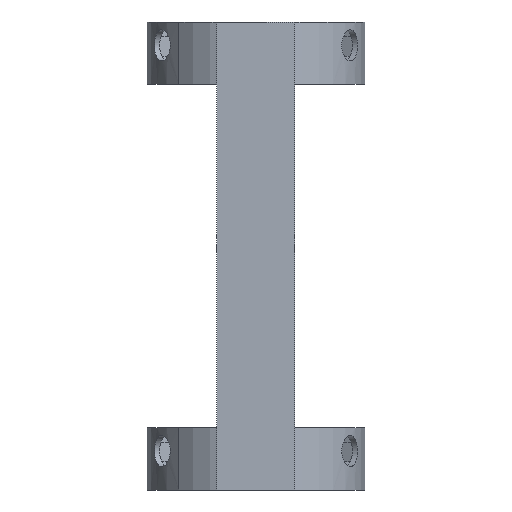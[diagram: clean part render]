
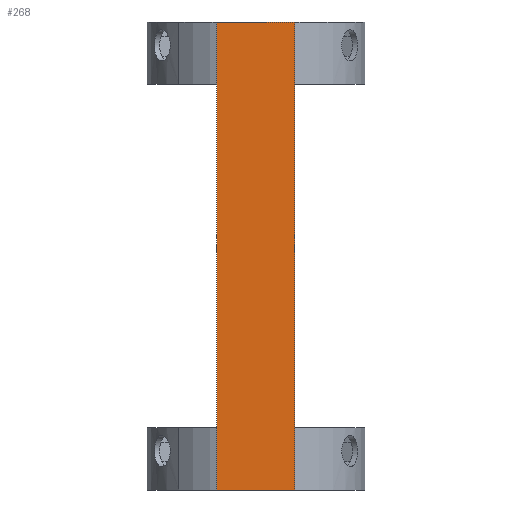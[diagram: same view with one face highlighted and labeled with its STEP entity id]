
A CAD part, front view. The second image highlights one B-rep face of the part: STEP entity #268.
In plain terms, the highlighted planar face has unit normal (0, -1, 0).
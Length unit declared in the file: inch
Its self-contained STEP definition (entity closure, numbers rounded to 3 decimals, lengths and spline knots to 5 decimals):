
#268=ADVANCED_FACE('',(#644),#645,.F.);
#644=FACE_OUTER_BOUND('',#1163,.T.);
#645=PLANE('',#1164);
#1163=EDGE_LOOP('',(#1839,#1840,#1841,#1842));
#1164=AXIS2_PLACEMENT_3D('',#1843,#1844,#1845);
#1839=ORIENTED_EDGE('',*,*,#3165,.T.);
#1840=ORIENTED_EDGE('',*,*,#3166,.F.);
#1841=ORIENTED_EDGE('',*,*,#3167,.F.);
#1842=ORIENTED_EDGE('',*,*,#3034,.F.);
#1843=CARTESIAN_POINT('',(0.0,-1.39764,2.95276));
#1844=DIRECTION('',(0.0,1.0,0.0));
#1845=DIRECTION('',(0.0,0.0,1.0));
#3034=EDGE_CURVE('',#3629,#3624,#3631,.T.);
#3165=EDGE_CURVE('',#3629,#3854,#3855,.T.);
#3166=EDGE_CURVE('',#3856,#3854,#3857,.T.);
#3167=EDGE_CURVE('',#3624,#3856,#3858,.T.);
#3624=VERTEX_POINT('',#4506);
#3629=VERTEX_POINT('',#4513);
#3631=LINE('',#4516,#4517);
#3854=VERTEX_POINT('',#4961);
#3855=LINE('',#4962,#4963);
#3856=VERTEX_POINT('',#4964);
#3857=LINE('',#4965,#4966);
#3858=LINE('',#4967,#4968);
#4506=CARTESIAN_POINT('',(0.49213,-1.39764,5.90551));
#4513=CARTESIAN_POINT('',(-0.49213,-1.39764,5.90551));
#4516=CARTESIAN_POINT('',(0.0,-1.39764,5.90551));
#4517=VECTOR('',#6043,1.0);
#4961=CARTESIAN_POINT('',(-0.49213,-1.39764,0.0));
#4962=CARTESIAN_POINT('',(-0.49213,-1.39764,2.95276));
#4963=VECTOR('',#6163,1.0);
#4964=CARTESIAN_POINT('',(0.49213,-1.39764,0.0));
#4965=CARTESIAN_POINT('',(0.0,-1.39764,0.0));
#4966=VECTOR('',#6164,1.0);
#4967=CARTESIAN_POINT('',(0.49213,-1.39764,2.95276));
#4968=VECTOR('',#6165,1.0);
#6043=DIRECTION('',(1.0,0.0,0.0));
#6163=DIRECTION('',(0.0,0.0,-1.0));
#6164=DIRECTION('',(-1.0,0.0,0.0));
#6165=DIRECTION('',(0.0,0.0,-1.0));
